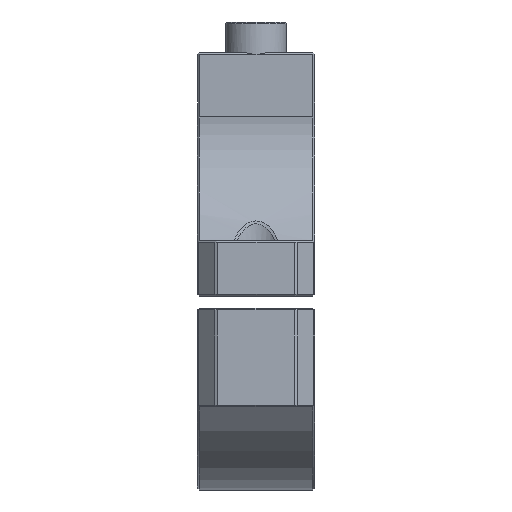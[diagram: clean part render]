
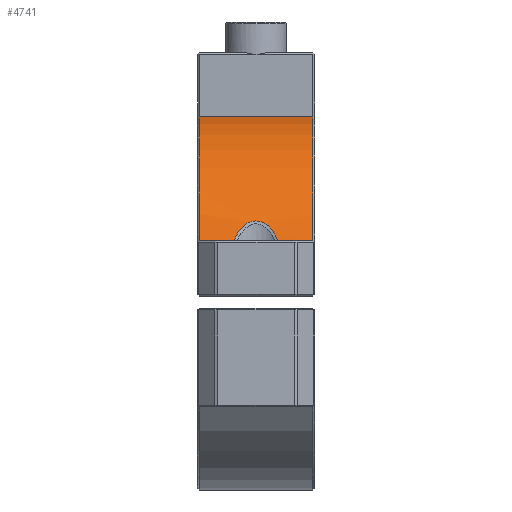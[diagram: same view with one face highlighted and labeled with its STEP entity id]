
A CAD part, left-side view. The second image highlights one B-rep face of the part: STEP entity #4741.
In plain terms, the highlighted cylindrical face has radius 30.5 mm (diameter 61 mm), a partial arc.
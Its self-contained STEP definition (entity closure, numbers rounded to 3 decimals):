
#485=FACE_OUTER_BOUND('',#779,.T.);
#779=EDGE_LOOP('',(#4312,#4313,#4314,#4315,#4316,#4317));
#1024=B_SPLINE_CURVE_WITH_KNOTS('',3,(#14595,#14596,#14597,#14598,#14599,
#14600,#14601,#14602,#14603,#14604,#14605,#14606,#14607,#14608,#14609,#14610,
#14611,#14612),.UNSPECIFIED.,.F.,.F.,(4,1,1,2,1,1,1,1,1,1,1,2,1,4),(-1.98,
-1.831,-1.72,-1.608,-1.602,
-1.596,-1.584,-1.56,-1.463,
-1.415,-1.391,-1.367,-1.218,
-0.995),.UNSPECIFIED.);
#1071=CIRCLE('',#5015,30.5);
#1075=CIRCLE('',#5062,30.5);
#1319=LINE('',#14265,#1706);
#1461=LINE('',#14871,#1848);
#1462=LINE('',#14872,#1849);
#1706=VECTOR('',#5766,10.);
#1848=VECTOR('',#6130,10.);
#1849=VECTOR('',#6131,10.);
#2160=VERTEX_POINT('',#14237);
#2167=VERTEX_POINT('',#14264);
#2205=VERTEX_POINT('',#14550);
#2208=VERTEX_POINT('',#14584);
#2212=VERTEX_POINT('',#14623);
#2259=VERTEX_POINT('',#14798);
#2769=EDGE_CURVE('',#2167,#2160,#1319,.T.);
#2829=EDGE_CURVE('',#2208,#2205,#1024,.T.);
#2834=EDGE_CURVE('',#2212,#2160,#1071,.T.);
#2930=EDGE_CURVE('',#2167,#2259,#1075,.T.);
#2951=EDGE_CURVE('',#2259,#2208,#1461,.T.);
#2952=EDGE_CURVE('',#2205,#2212,#1462,.T.);
#4312=ORIENTED_EDGE('',*,*,#2829,.F.);
#4313=ORIENTED_EDGE('',*,*,#2951,.F.);
#4314=ORIENTED_EDGE('',*,*,#2930,.F.);
#4315=ORIENTED_EDGE('',*,*,#2769,.T.);
#4316=ORIENTED_EDGE('',*,*,#2834,.F.);
#4317=ORIENTED_EDGE('',*,*,#2952,.F.);
#4457=CYLINDRICAL_SURFACE('',#5086,30.5);
#4741=ADVANCED_FACE('',(#485),#4457,.T.);
#5015=AXIS2_PLACEMENT_3D('',#14624,#5881,#5882);
#5062=AXIS2_PLACEMENT_3D('',#14823,#6062,#6063);
#5086=AXIS2_PLACEMENT_3D('',#14870,#6128,#6129);
#5766=DIRECTION('',(0.,1.,0.));
#5881=DIRECTION('center_axis',(0.,1.,0.));
#5882=DIRECTION('ref_axis',(-0.945,0.,0.328));
#6062=DIRECTION('center_axis',(0.,-1.,0.));
#6063=DIRECTION('ref_axis',(-0.945,0.,0.328));
#6128=DIRECTION('center_axis',(0.,1.,0.));
#6129=DIRECTION('ref_axis',(-0.945,0.,0.328));
#6130=DIRECTION('',(0.,1.,0.));
#6131=DIRECTION('',(0.,1.,0.));
#14237=CARTESIAN_POINT('',(-82.,18.75,30.087));
#14264=CARTESIAN_POINT('',(-82.,0.25,30.087));
#14265=CARTESIAN_POINT('',(-82.,0.,30.087));
#14550=CARTESIAN_POINT('',(-105.814,13.044,10.));
#14584=CARTESIAN_POINT('',(-105.814,5.956,10.));
#14595=CARTESIAN_POINT('Ctrl Pts',(-105.814,5.956,10.));
#14596=CARTESIAN_POINT('Ctrl Pts',(-105.661,6.131,10.44));
#14597=CARTESIAN_POINT('Ctrl Pts',(-105.383,6.491,11.183));
#14598=CARTESIAN_POINT('Ctrl Pts',(-104.983,7.195,12.144));
#14599=CARTESIAN_POINT('Ctrl Pts',(-104.746,7.83,12.668));
#14600=CARTESIAN_POINT('Ctrl Pts',(-104.651,8.22,12.872));
#14601=CARTESIAN_POINT('Ctrl Pts',(-104.641,8.26,12.892));
#14602=CARTESIAN_POINT('Ctrl Pts',(-104.623,8.341,12.931));
#14603=CARTESIAN_POINT('Ctrl Pts',(-104.593,8.485,12.995));
#14604=CARTESIAN_POINT('Ctrl Pts',(-104.512,8.956,13.166));
#14605=CARTESIAN_POINT('Ctrl Pts',(-104.48,9.595,13.232));
#14606=CARTESIAN_POINT('Ctrl Pts',(-104.542,10.219,13.103));
#14607=CARTESIAN_POINT('Ctrl Pts',(-104.601,10.561,12.979));
#14608=CARTESIAN_POINT('Ctrl Pts',(-104.637,10.723,12.903));
#14609=CARTESIAN_POINT('Ctrl Pts',(-104.778,11.302,12.598));
#14610=CARTESIAN_POINT('Ctrl Pts',(-105.186,12.263,11.689));
#14611=CARTESIAN_POINT('Ctrl Pts',(-105.585,12.782,10.66));
#14612=CARTESIAN_POINT('Ctrl Pts',(-105.814,13.044,10.));
#14623=CARTESIAN_POINT('',(-105.814,18.75,10.));
#14624=CARTESIAN_POINT('Origin',(-77.,18.75,0.));
#14798=CARTESIAN_POINT('',(-105.814,0.25,10.));
#14823=CARTESIAN_POINT('Origin',(-77.,0.25,0.));
#14870=CARTESIAN_POINT('Origin',(-77.,0.,0.));
#14871=CARTESIAN_POINT('',(-105.814,0.,10.));
#14872=CARTESIAN_POINT('',(-105.814,0.,10.));
